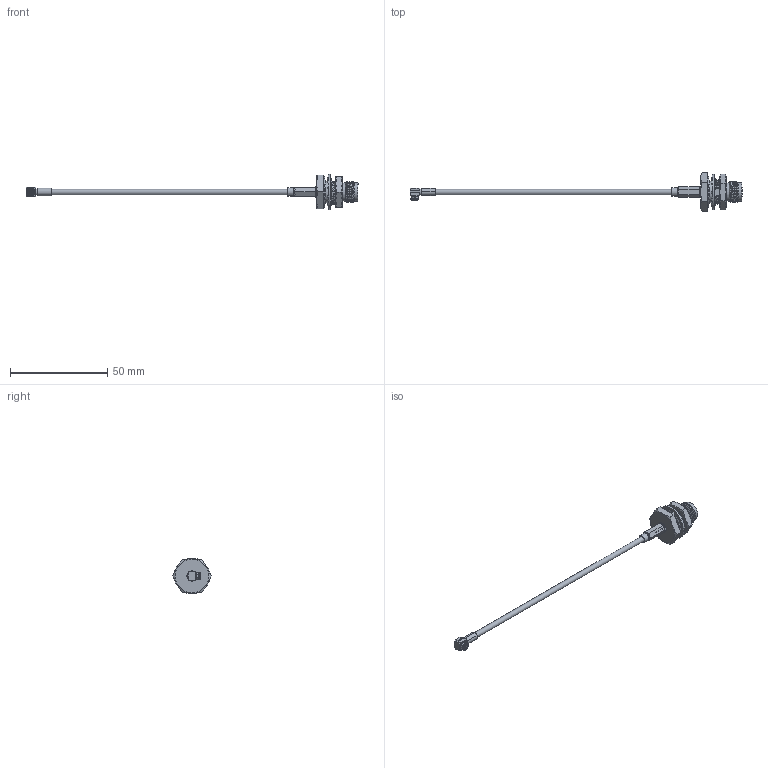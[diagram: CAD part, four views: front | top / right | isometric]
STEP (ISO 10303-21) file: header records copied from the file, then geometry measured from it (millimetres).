
FILE_DESCRIPTION (( 'STEP AP203' ), '1' );
FILE_NAME ('PE3C4043_3D.step', '2021-04-07T16:22:57', ( '' ), ( '' ), 'SwSTEP 2.0', 'SolidWorks 2020', '' );
FILE_SCHEMA (( 'CONFIG_CONTROL_DESIGN' ));
Length unit declared in the file: inch
Products named in the file (11): PE45255^PE3C4043_After Crimped; Copy of PE45255-03^PE45255_PE3C4043; Copy of PE45255-04^PE45255_PE3C4043; PE4466^PE3C4043; PE45255-01^PE45255_PE3C4043; PE3C4043_3D; Copy of PE45255-02^PE45255_PE3C4043_After Crimped; Copy of .500 Washer^PE4466_PE3C4043; Copy of PE4466^PE4466_PE3C4043; RG174A-U^PE3C4043; Copy of .500 Nut^PE4466_PE3C4043
Assembly tree (10 placements, depth 3):
  PE3C4043_3D
    RG174A-U^PE3C4043
    PE45255^PE3C4043_After Crimped
      PE45255-01^PE45255_PE3C4043
      Copy of PE45255-02^PE45255_PE3C4043_After Crimped
      Copy of PE45255-03^PE45255_PE3C4043
      Copy of PE45255-04^PE45255_PE3C4043
    PE4466^PE3C4043
      Copy of PE4466^PE4466_PE3C4043
      Copy of .500 Nut^PE4466_PE3C4043
      Copy of .500 Washer^PE4466_PE3C4043
Bounding box: 171.1 x 20.16 x 18.29 mm (x, y, z)
Volume: 3694.6 mm3; surface area: 5055 mm2
Topology: 11 solids, 11 shells, 5337 faces, 11622 edges, 6331 vertices
Faces by surface type: bspline 3904, cylinder 1099, plane 276, cone 56, torus 2
Full cylindrical faces by diameter (mm): 0.762 x1, 1.016 x1, 1.524 x2, 1.651 x1, 1.672 x1, 1.943 x2, 1.952 x1, 2.134 x1, 2.434 x1, 2.438 x1, 2.601 x1, 2.794 x1, 3.099 x1, 3.117 x1, 3.239 x1, 3.349 x1, 3.4 x1, 3.543 x1, 3.562 x1, 3.786 x1, 3.988 x1, 4.255 x1, 4.318 x1, 5.334 x1, 7.939 x1, 9.463 x2, 10.969 x1, 12.299 x1, 15.989 x1, 18.331 x1
Entity records: 222909 total; most frequent: CARTESIAN_POINT 150033, ORIENTED_EDGE 23104, EDGE_CURVE 11552, VERTEX_POINT 6311, EDGE_LOOP 5419, FACE_OUTER_BOUND 5371, ADVANCED_FACE 5336, B_SPLINE_CURVE_WITH_KNOTS 4689
